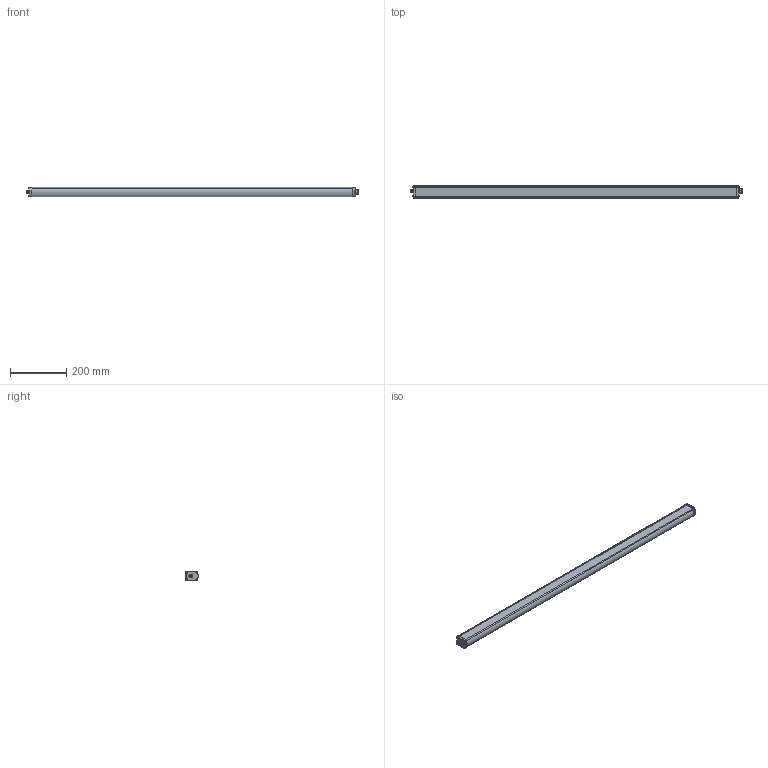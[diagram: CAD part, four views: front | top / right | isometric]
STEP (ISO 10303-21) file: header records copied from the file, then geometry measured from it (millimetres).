
FILE_DESCRIPTION((''),'2;1');
FILE_NAME('243908_SM01_ASM','2025-03-03T11:10:10',('banengservice'),('BANNER ENGINEERING'),'CREO PARAMETRIC BY PTC INC, 2022414','CREO PARAMETRIC BY PTC INC, 2022414','');
FILE_SCHEMA(('CONFIG_CONTROL_DESIGN'));
Products named in the file (2): 243908_EP01; 243908_SM01_ASM
Assembly tree (1 placements, depth 2):
  243908_SM01_ASM
    243908_EP01
Bounding box: 1179.1 x 46.2 x 34.28 mm (x, y, z)
Volume: 1526670.8 mm3; surface area: 176082.7 mm2
Topology: 1 solids, 1 shells, 793 faces, 2049 edges, 1314 vertices
Faces by surface type: plane 285, cylinder 241, cone 121, torus 99, bspline 43, sphere 4
Entity records: 64461 total; most frequent: CARTESIAN_POINT 45450, ORIENTED_EDGE 4098, DIRECTION 3839, EDGE_CURVE 2049, AXIS2_PLACEMENT_3D 1512, VERTEX_POINT 1314, EDGE_LOOP 857, VECTOR 815
